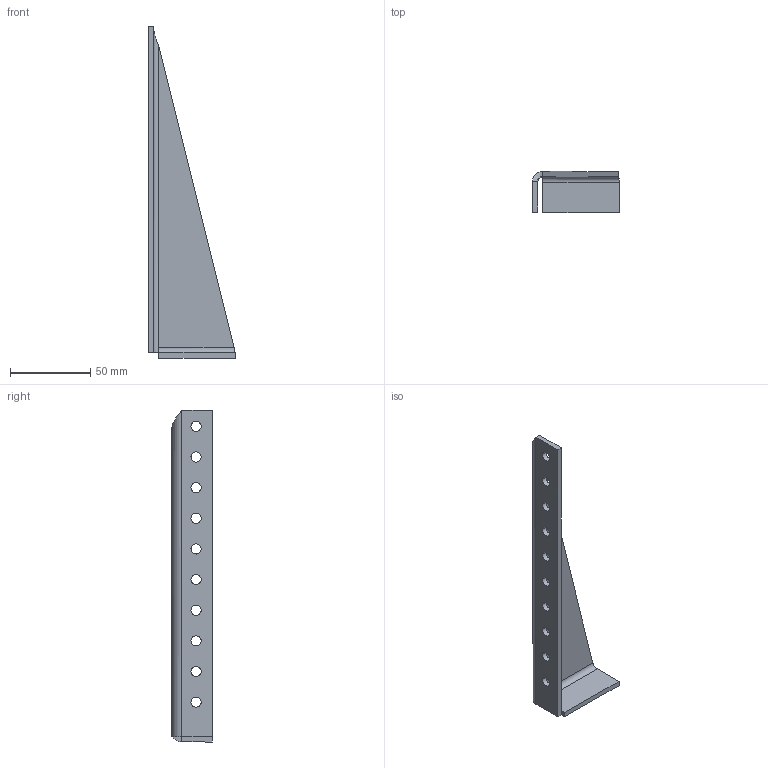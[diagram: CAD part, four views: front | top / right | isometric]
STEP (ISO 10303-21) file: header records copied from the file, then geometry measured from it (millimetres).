
FILE_DESCRIPTION (( 'STEP AP203' ), '1' );
FILE_NAME ('P-17 Claw Support Other Side.STEP', '2015-01-26T18:16:27', ( '' ), ( '' ), 'SwSTEP 2.0', 'SolidWorks 2014', '' );
FILE_SCHEMA (( 'CONFIG_CONTROL_DESIGN' ));
Length unit declared in the file: inch
Products named in the file (1): P-17 Claw Support Other Side
Bounding box: 53.98 x 25.4 x 206.38 mm (x, y, z)
Volume: 33889.3 mm3; surface area: 23742.3 mm2
Topology: 1 solids, 1 shells, 42 faces, 105 edges, 65 vertices
Faces by surface type: cylinder 24, plane 16, bspline 2
Entity records: 1499 total; most frequent: CARTESIAN_POINT 353, DIRECTION 228, ORIENTED_EDGE 210, EDGE_CURVE 105, AXIS2_PLACEMENT_3D 86, VERTEX_POINT 65, EDGE_LOOP 62, VECTOR 56
